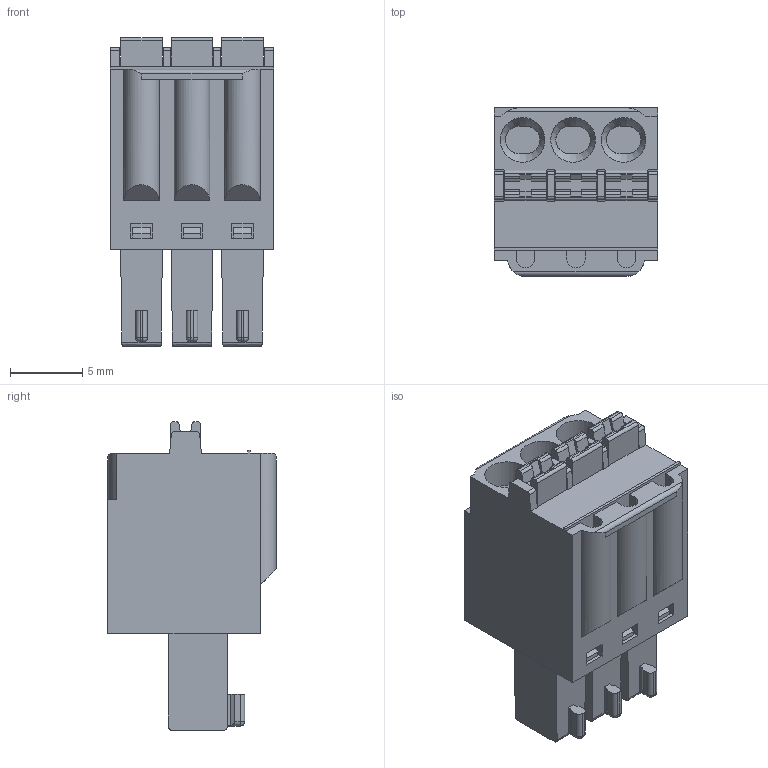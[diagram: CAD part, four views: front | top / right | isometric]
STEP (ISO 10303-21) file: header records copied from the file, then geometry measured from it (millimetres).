
FILE_DESCRIPTION(('STEP AP214'),'1');
FILE_NAME('SHM03-3.5-P.stp','2018-01-25T09:01:10',(' '),(' '),'Spatial InterOp 3D',' ',' ');
FILE_SCHEMA(('automotive_design'));
Length unit declared in the file: metre
Products named in the file (1): 1
Bounding box: 11.3 x 11.7 x 21.4 mm (x, y, z)
Volume: 1693.1 mm3; surface area: 1486.4 mm2
Topology: 1 solids, 1 shells, 316 faces, 849 edges, 558 vertices
Faces by surface type: plane 222, cylinder 73, cone 9, sphere 6, extrusion 3, torus 3
Full cylindrical faces by diameter (mm): 1.2 x3, 3.1 x3
Entity records: 12371 total; most frequent: CARTESIAN_POINT 2009, ORIENTED_EDGE 1632, DIRECTION 1558, EDGE_CURVE 816, VECTOR 628, LINE 625, VERTEX_POINT 546, AXIS2_PLACEMENT_3D 465
